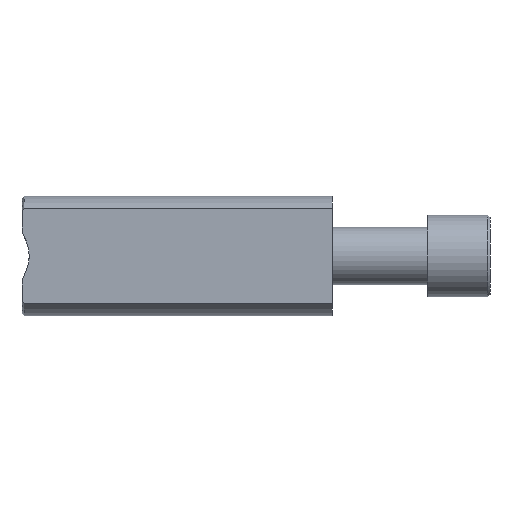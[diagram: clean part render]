
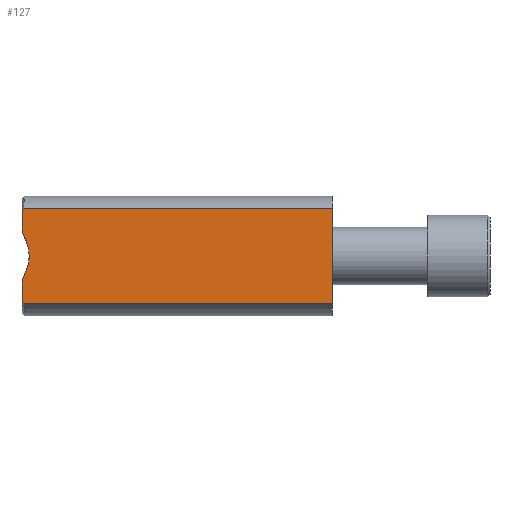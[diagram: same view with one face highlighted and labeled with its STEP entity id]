
A CAD part, front view. The second image highlights one B-rep face of the part: STEP entity #127.
In plain terms, the highlighted planar face has unit normal (0, -1, 0).
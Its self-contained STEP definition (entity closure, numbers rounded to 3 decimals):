
#1 = CARTESIAN_POINT ( 'NONE',  ( 0., -1.5, -1.873 ) ) ;
#23 = VECTOR ( 'NONE', #37, 1000. ) ;
#31 = DIRECTION ( 'NONE',  ( 0., 0., -1. ) ) ;
#32 = LINE ( 'NONE', #656, #81 ) ;
#37 = DIRECTION ( 'NONE',  ( -1., 0., 0. ) ) ;
#40 = VECTOR ( 'NONE', #479, 1000. ) ;
#81 = VECTOR ( 'NONE', #393, 1000. ) ;
#88 = LINE ( 'NONE', #642, #319 ) ;
#90 = VERTEX_POINT ( 'NONE', #763 ) ;
#91 = CARTESIAN_POINT ( 'NONE',  ( 0.1, -1.5, 2. ) ) ;
#127 = ADVANCED_FACE ( 'NONE', ( #688 ), #459, .F. ) ;
#156 = DIRECTION ( 'NONE',  ( 0., 1., 0. ) ) ;
#157 = EDGE_CURVE ( 'NONE', #492, #202, #88, .T. ) ;
#158 = CARTESIAN_POINT ( 'NONE',  ( 0., -1.5, 2. ) ) ;
#159 = CARTESIAN_POINT ( 'NONE',  ( 0., -1.5, -2. ) ) ;
#167 = EDGE_CURVE ( 'NONE', #644, #279, #241, .T. ) ;
#169 = CARTESIAN_POINT ( 'NONE',  ( 0.085, -1.5, 0.841 ) ) ;
#199 = LINE ( 'NONE', #159, #40 ) ;
#201 = ORIENTED_EDGE ( 'NONE', *, *, #690, .T. ) ;
#202 = VERTEX_POINT ( 'NONE', #226 ) ;
#208 = EDGE_CURVE ( 'NONE', #90, #644, #210, .T. ) ;
#210 = LINE ( 'NONE', #467, #230 ) ;
#213 = DIRECTION ( 'NONE',  ( 0., 0., 1. ) ) ;
#226 = CARTESIAN_POINT ( 'NONE',  ( 0., -1.5, 0.995 ) ) ;
#228 = CARTESIAN_POINT ( 'NONE',  ( 0.267, -1.5, 0.351 ) ) ;
#230 = VECTOR ( 'NONE', #524, 1000. ) ;
#241 = LINE ( 'NONE', #158, #23 ) ;
#242 = ORIENTED_EDGE ( 'NONE', *, *, #265, .T. ) ;
#259 = B_SPLINE_CURVE_WITH_KNOTS ( 'NONE', 3,
 ( #594, #169, #657, #228, #785, #659, #789, #725, #539, #596 ),
 .UNSPECIFIED., .F., .F.,
 ( 4, 2, 2, 2, 4 ),
 ( 0., 0.001, 0.001, 0.002, 0.002 ),
 .UNSPECIFIED. ) ;
#265 = EDGE_CURVE ( 'NONE', #501, #315, #32, .T. ) ;
#279 = VERTEX_POINT ( 'NONE', #711 ) ;
#284 = B_SPLINE_CURVE_WITH_KNOTS ( 'NONE', 3,
 ( #529, #530, #664, #782 ),
 .UNSPECIFIED., .F., .F.,
 ( 4, 4 ),
 ( 0., 0. ),
 .UNSPECIFIED. ) ;
#300 = CARTESIAN_POINT ( 'NONE',  ( 0., -1.5, 1.873 ) ) ;
#306 = EDGE_CURVE ( 'NONE', #614, #90, #199, .T. ) ;
#309 = ORIENTED_EDGE ( 'NONE', *, *, #723, .T. ) ;
#315 = VERTEX_POINT ( 'NONE', #1 ) ;
#319 = VECTOR ( 'NONE', #31, 1000. ) ;
#367 = CARTESIAN_POINT ( 'NONE',  ( 0., -1.5, 1.873 ) ) ;
#370 = CARTESIAN_POINT ( 'NONE',  ( 0., -1.5, -0.995 ) ) ;
#380 = EDGE_LOOP ( 'NONE', ( #242, #309, #626, #641, #778, #557, #402, #201 ) ) ;
#393 = DIRECTION ( 'NONE',  ( 0., 0., -1. ) ) ;
#402 = ORIENTED_EDGE ( 'NONE', *, *, #157, .T. ) ;
#440 = CARTESIAN_POINT ( 'NONE',  ( 0.066, -1.5, 1.958 ) ) ;
#449 = CARTESIAN_POINT ( 'NONE',  ( 0.1, -1.5, -2. ) ) ;
#459 = PLANE ( 'NONE',  #616 ) ;
#467 = CARTESIAN_POINT ( 'NONE',  ( 13., -1.5, -2.5 ) ) ;
#468 = CARTESIAN_POINT ( 'NONE',  ( 0.033, -1.5, 1.916 ) ) ;
#479 = DIRECTION ( 'NONE',  ( 1., 0., 0. ) ) ;
#492 = VERTEX_POINT ( 'NONE', #367 ) ;
#501 = VERTEX_POINT ( 'NONE', #370 ) ;
#524 = DIRECTION ( 'NONE',  ( 0., 0., 1. ) ) ;
#529 = CARTESIAN_POINT ( 'NONE',  ( 0., -1.5, -1.873 ) ) ;
#530 = CARTESIAN_POINT ( 'NONE',  ( 0.033, -1.5, -1.916 ) ) ;
#539 = CARTESIAN_POINT ( 'NONE',  ( 0.085, -1.5, -0.841 ) ) ;
#557 = ORIENTED_EDGE ( 'NONE', *, *, #635, .T. ) ;
#594 = CARTESIAN_POINT ( 'NONE',  ( 0., -1.5, 0.995 ) ) ;
#596 = CARTESIAN_POINT ( 'NONE',  ( 0., -1.5, -0.995 ) ) ;
#599 = CARTESIAN_POINT ( 'NONE',  ( 13., -1.5, 2. ) ) ;
#614 = VERTEX_POINT ( 'NONE', #449 ) ;
#616 = AXIS2_PLACEMENT_3D ( 'NONE', #638, #156, #213 ) ;
#626 = ORIENTED_EDGE ( 'NONE', *, *, #306, .T. ) ;
#635 = EDGE_CURVE ( 'NONE', #279, #492, #733, .T. ) ;
#638 = CARTESIAN_POINT ( 'NONE',  ( 19.601, -1.5, -2.5 ) ) ;
#641 = ORIENTED_EDGE ( 'NONE', *, *, #208, .T. ) ;
#642 = CARTESIAN_POINT ( 'NONE',  ( 0., -1.5, -2.5 ) ) ;
#644 = VERTEX_POINT ( 'NONE', #599 ) ;
#656 = CARTESIAN_POINT ( 'NONE',  ( 0., -1.5, -2.5 ) ) ;
#657 = CARTESIAN_POINT ( 'NONE',  ( 0.159, -1.5, 0.683 ) ) ;
#659 = CARTESIAN_POINT ( 'NONE',  ( 0.3, -1.5, -0.174 ) ) ;
#664 = CARTESIAN_POINT ( 'NONE',  ( 0.066, -1.5, -1.958 ) ) ;
#688 = FACE_OUTER_BOUND ( 'NONE', #380, .T. ) ;
#690 = EDGE_CURVE ( 'NONE', #202, #501, #259, .T. ) ;
#711 = CARTESIAN_POINT ( 'NONE',  ( 0.1, -1.5, 2. ) ) ;
#723 = EDGE_CURVE ( 'NONE', #315, #614, #284, .T. ) ;
#725 = CARTESIAN_POINT ( 'NONE',  ( 0.16, -1.5, -0.681 ) ) ;
#733 = B_SPLINE_CURVE_WITH_KNOTS ( 'NONE', 3,
 ( #91, #440, #468, #300 ),
 .UNSPECIFIED., .F., .F.,
 ( 4, 4 ),
 ( 0., 0. ),
 .UNSPECIFIED. ) ;
#763 = CARTESIAN_POINT ( 'NONE',  ( 13., -1.5, -2. ) ) ;
#778 = ORIENTED_EDGE ( 'NONE', *, *, #167, .T. ) ;
#782 = CARTESIAN_POINT ( 'NONE',  ( 0.1, -1.5, -2. ) ) ;
#785 = CARTESIAN_POINT ( 'NONE',  ( 0.3, -1.5, 0.175 ) ) ;
#789 = CARTESIAN_POINT ( 'NONE',  ( 0.268, -1.5, -0.35 ) ) ;
